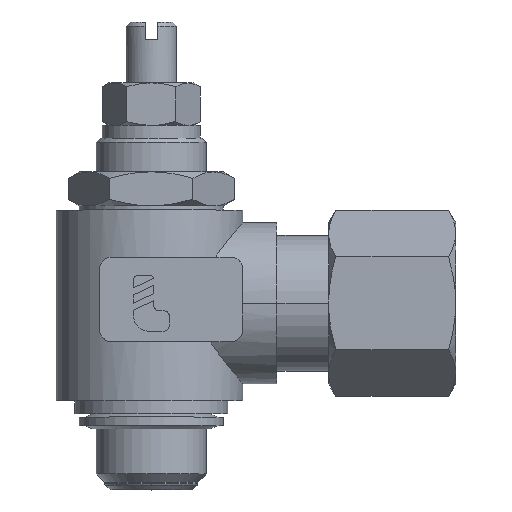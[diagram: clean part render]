
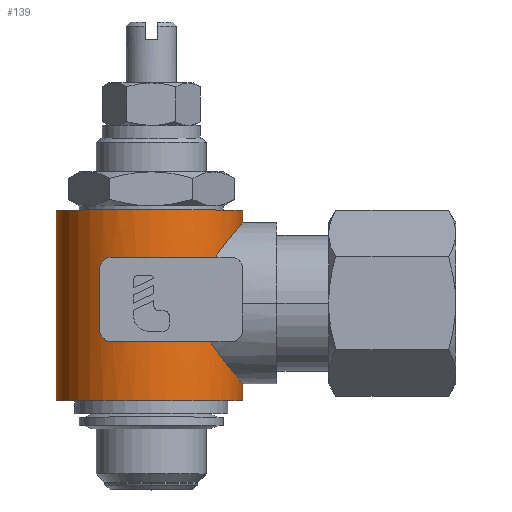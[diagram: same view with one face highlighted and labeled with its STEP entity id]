
A CAD part, top view. The second image highlights one B-rep face of the part: STEP entity #139.
In plain terms, the highlighted cylindrical face has radius 11 mm (diameter 22 mm), a partial arc.
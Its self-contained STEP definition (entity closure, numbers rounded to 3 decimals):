
#139=ADVANCED_FACE('',(#417),#418,.T.);
#417=FACE_OUTER_BOUND('',#795,.T.);
#418=CYLINDRICAL_SURFACE('',#796,11.0);
#795=EDGE_LOOP('',(#1690,#1691,#1692,#1693,#1694,#1695,#1696,#1697,#1698,#1699,#1700,#1701,#1702,#1703));
#796=AXIS2_PLACEMENT_3D('',#1704,#1705,#1706);
#1690=ORIENTED_EDGE('',*,*,#2477,.T.);
#1691=ORIENTED_EDGE('',*,*,#2641,.T.);
#1692=ORIENTED_EDGE('',*,*,#2615,.T.);
#1693=ORIENTED_EDGE('',*,*,#2613,.T.);
#1694=ORIENTED_EDGE('',*,*,#2602,.T.);
#1695=ORIENTED_EDGE('',*,*,#2592,.T.);
#1696=ORIENTED_EDGE('',*,*,#2596,.T.);
#1697=ORIENTED_EDGE('',*,*,#2610,.T.);
#1698=ORIENTED_EDGE('',*,*,#2607,.T.);
#1699=ORIENTED_EDGE('',*,*,#2431,.T.);
#1700=ORIENTED_EDGE('',*,*,#2481,.T.);
#1701=ORIENTED_EDGE('',*,*,#2642,.F.);
#1702=ORIENTED_EDGE('',*,*,#2479,.T.);
#1703=ORIENTED_EDGE('',*,*,#2643,.F.);
#1704=CARTESIAN_POINT('',(-0.209,21.755,0.0));
#1705=DIRECTION('',(-0.0,1.0,0.0));
#1706=DIRECTION('',(1.0,0.0,0.0));
#2431=EDGE_CURVE('',#2910,#2908,#2911,.T.);
#2477=EDGE_CURVE('',#3001,#3002,#3003,.T.);
#2479=EDGE_CURVE('',#3006,#3004,#3007,.T.);
#2481=EDGE_CURVE('',#2908,#3008,#3010,.T.);
#2592=EDGE_CURVE('',#3193,#3194,#3195,.T.);
#2596=EDGE_CURVE('',#3194,#3201,#3202,.T.);
#2602=EDGE_CURVE('',#3211,#3193,#3212,.T.);
#2607=EDGE_CURVE('',#3219,#2910,#3220,.T.);
#2610=EDGE_CURVE('',#3201,#3219,#3224,.T.);
#2613=EDGE_CURVE('',#3227,#3211,#3228,.T.);
#2615=EDGE_CURVE('',#3230,#3227,#3231,.T.);
#2641=EDGE_CURVE('',#3002,#3230,#3269,.T.);
#2642=EDGE_CURVE('',#3006,#3008,#3270,.T.);
#2643=EDGE_CURVE('',#3001,#3004,#3271,.T.);
#2908=VERTEX_POINT('',#3653);
#2910=VERTEX_POINT('',#3666);
#2911=B_SPLINE_CURVE_WITH_KNOTS('',3,(#3667,#3668,#3669,#3670,#3671,#3672,#3673,#3674,#3675,#3676,#3677,#3678),.UNSPECIFIED.,.F.,.F.,(4,2,2,2,2,4),(37.559,39.428,41.336,43.244,45.153,47.061),.UNSPECIFIED.);
#3001=VERTEX_POINT('',#3931);
#3002=VERTEX_POINT('',#3932);
#3003=LINE('',#3933,#3934);
#3004=VERTEX_POINT('',#3935);
#3006=VERTEX_POINT('',#3937);
#3007=LINE('',#3938,#3939);
#3008=VERTEX_POINT('',#3940);
#3010=LINE('',#3942,#3943);
#3193=VERTEX_POINT('',#4355);
#3194=VERTEX_POINT('',#4356);
#3195=LINE('',#4357,#4358);
#3201=VERTEX_POINT('',#4367);
#3202=B_SPLINE_CURVE_WITH_KNOTS('',3,(#4368,#4369,#4370,#4371,#4372,#4373,#4374,#4375,#4376,#4377,#4378,#4379,#4380,#4381,#4382,#4383,#4384),.UNSPECIFIED.,.F.,.F.,(4,3,2,2,2,2,2,4),(-0.283,0.0,0.283,0.566,1.132,1.77,2.407,2.71),.UNSPECIFIED.);
#3211=VERTEX_POINT('',#4396);
#3212=B_SPLINE_CURVE_WITH_KNOTS('',3,(#4397,#4398,#4399,#4400,#4401,#4402,#4403,#4404,#4405,#4406,#4407,#4408,#4409,#4410,#4411,#4412),.UNSPECIFIED.,.F.,.F.,(4,2,2,2,2,2,2,4),(2.032,2.335,2.972,3.61,4.176,4.459,4.742,5.025),.UNSPECIFIED.);
#3219=VERTEX_POINT('',#4422);
#3220=CIRCLE('',#4423,11.0);
#3224=CIRCLE('',#4429,11.0);
#3227=VERTEX_POINT('',#4434);
#3228=CIRCLE('',#4435,11.0);
#3230=VERTEX_POINT('',#4438);
#3231=CIRCLE('',#4439,11.0);
#3269=B_SPLINE_CURVE_WITH_KNOTS('',3,(#4523,#4524,#4525,#4526,#4527,#4528,#4529,#4530,#4531,#4532,#4533,#4534,#4535,#4536),.UNSPECIFIED.,.F.,.F.,(4,2,2,2,2,2,4),(15.687,17.595,19.503,21.412,23.32,25.333,26.334),.UNSPECIFIED.);
#3270=CIRCLE('',#4537,11.0);
#3271=CIRCLE('',#4538,11.0);
#3653=CARTESIAN_POINT('',(10.791,31.511,0.));
#3666=CARTESIAN_POINT('',(7.56,27.453,7.787));
#3667=CARTESIAN_POINT('',(7.56,27.453,7.787));
#3668=CARTESIAN_POINT('',(7.883,27.914,7.465));
#3669=CARTESIAN_POINT('',(8.204,28.342,7.104));
#3670=CARTESIAN_POINT('',(8.806,29.124,6.323));
#3671=CARTESIAN_POINT('',(9.11,29.504,5.872));
#3672=CARTESIAN_POINT('',(9.669,30.188,4.874));
#3673=CARTESIAN_POINT('',(9.924,30.493,4.326));
#3674=CARTESIAN_POINT('',(10.345,30.992,3.163));
#3675=CARTESIAN_POINT('',(10.512,31.187,2.546));
#3676=CARTESIAN_POINT('',(10.735,31.446,1.282));
#3677=CARTESIAN_POINT('',(10.791,31.511,0.636));
#3678=CARTESIAN_POINT('',(10.791,31.511,0.));
#3931=CARTESIAN_POINT('',(10.791,10.505,0.0));
#3932=CARTESIAN_POINT('',(10.791,12.511,0.));
#3933=CARTESIAN_POINT('',(10.791,21.755,0.));
#3934=VECTOR('',#5606,1.0);
#3935=CARTESIAN_POINT('',(-11.209,10.505,0.));
#3937=CARTESIAN_POINT('',(-11.209,33.005,0.));
#3938=CARTESIAN_POINT('',(-11.209,21.755,0.));
#3939=VECTOR('',#5610,1.0);
#3940=CARTESIAN_POINT('',(10.791,33.005,0.0));
#3942=CARTESIAN_POINT('',(10.791,21.755,0.));
#3943=VECTOR('',#5614,1.0);
#4355=CARTESIAN_POINT('',(-6.109,18.953,9.284));
#4356=CARTESIAN_POINT('',(-6.109,25.953,9.284));
#4357=CARTESIAN_POINT('',(-6.109,22.453,9.284));
#4358=VECTOR('',#5784,1.0);
#4367=CARTESIAN_POINT('',(-4.609,27.453,10.082));
#4368=CARTESIAN_POINT('',(-6.081,25.666,9.301));
#4369=CARTESIAN_POINT('',(-6.1,25.762,9.29));
#4370=CARTESIAN_POINT('',(-6.109,25.858,9.284));
#4371=CARTESIAN_POINT('',(-6.109,25.953,9.284));
#4372=CARTESIAN_POINT('',(-6.109,26.047,9.284));
#4373=CARTESIAN_POINT('',(-6.1,26.144,9.29));
#4374=CARTESIAN_POINT('',(-6.063,26.335,9.313));
#4375=CARTESIAN_POINT('',(-6.034,26.43,9.331));
#4376=CARTESIAN_POINT('',(-5.924,26.699,9.399));
#4377=CARTESIAN_POINT('',(-5.816,26.861,9.465));
#4378=CARTESIAN_POINT('',(-5.558,27.131,9.613));
#4379=CARTESIAN_POINT('',(-5.386,27.252,9.708));
#4380=CARTESIAN_POINT('',(-5.009,27.413,9.9));
#4381=CARTESIAN_POINT('',(-4.804,27.453,9.997));
#4382=CARTESIAN_POINT('',(-4.516,27.453,10.122));
#4383=CARTESIAN_POINT('',(-4.42,27.444,10.163));
#4384=CARTESIAN_POINT('',(-4.323,27.425,10.202));
#4396=CARTESIAN_POINT('',(-4.609,17.453,10.082));
#4397=CARTESIAN_POINT('',(-4.323,17.48,10.202));
#4398=CARTESIAN_POINT('',(-4.42,17.461,10.163));
#4399=CARTESIAN_POINT('',(-4.516,17.453,10.122));
#4400=CARTESIAN_POINT('',(-4.804,17.453,9.997));
#4401=CARTESIAN_POINT('',(-5.009,17.493,9.9));
#4402=CARTESIAN_POINT('',(-5.386,17.654,9.708));
#4403=CARTESIAN_POINT('',(-5.558,17.775,9.613));
#4404=CARTESIAN_POINT('',(-5.816,18.045,9.465));
#4405=CARTESIAN_POINT('',(-5.924,18.206,9.399));
#4406=CARTESIAN_POINT('',(-6.034,18.476,9.331));
#4407=CARTESIAN_POINT('',(-6.063,18.57,9.313));
#4408=CARTESIAN_POINT('',(-6.1,18.762,9.29));
#4409=CARTESIAN_POINT('',(-6.109,18.858,9.284));
#4410=CARTESIAN_POINT('',(-6.109,19.047,9.284));
#4411=CARTESIAN_POINT('',(-6.1,19.144,9.29));
#4412=CARTESIAN_POINT('',(-6.081,19.24,9.301));
#4422=CARTESIAN_POINT('',(-0.209,27.453,11.0));
#4423=AXIS2_PLACEMENT_3D('',#5803,#5804,#5805);
#4429=AXIS2_PLACEMENT_3D('',#5808,#5809,#5810);
#4434=CARTESIAN_POINT('',(-0.209,17.453,11.0));
#4435=AXIS2_PLACEMENT_3D('',#5813,#5814,#5815);
#4438=CARTESIAN_POINT('',(6.97,17.453,8.335));
#4439=AXIS2_PLACEMENT_3D('',#5817,#5818,#5819);
#4523=CARTESIAN_POINT('',(10.791,12.511,0.));
#4524=CARTESIAN_POINT('',(10.791,12.511,0.636));
#4525=CARTESIAN_POINT('',(10.735,12.576,1.282));
#4526=CARTESIAN_POINT('',(10.512,12.836,2.546));
#4527=CARTESIAN_POINT('',(10.345,13.031,3.163));
#4528=CARTESIAN_POINT('',(9.924,13.53,4.326));
#4529=CARTESIAN_POINT('',(9.669,13.834,4.874));
#4530=CARTESIAN_POINT('',(9.11,14.519,5.872));
#4531=CARTESIAN_POINT('',(8.806,14.899,6.323));
#4532=CARTESIAN_POINT('',(8.18,15.71,7.134));
#4533=CARTESIAN_POINT('',(7.833,16.175,7.521));
#4534=CARTESIAN_POINT('',(7.312,16.927,8.031));
#4535=CARTESIAN_POINT('',(7.139,17.186,8.189));
#4536=CARTESIAN_POINT('',(6.97,17.453,8.335));
#4537=AXIS2_PLACEMENT_3D('',#5857,#5858,#5859);
#4538=AXIS2_PLACEMENT_3D('',#5860,#5861,#5862);
#5606=DIRECTION('',(0.0,1.0,0.0));
#5610=DIRECTION('',(-0.0,-1.0,-0.0));
#5614=DIRECTION('',(0.0,1.0,0.0));
#5784=DIRECTION('',(0.0,1.0,0.0));
#5803=CARTESIAN_POINT('',(-0.209,27.453,0.0));
#5804=DIRECTION('',(-0.0,1.0,0.0));
#5805=DIRECTION('',(1.0,0.0,0.0));
#5808=CARTESIAN_POINT('',(-0.209,27.453,0.0));
#5809=DIRECTION('',(-0.0,1.0,0.0));
#5810=DIRECTION('',(1.0,0.0,0.0));
#5813=CARTESIAN_POINT('',(-0.209,17.453,0.0));
#5814=DIRECTION('',(0.0,-1.0,0.0));
#5815=DIRECTION('',(1.0,0.0,0.0));
#5817=CARTESIAN_POINT('',(-0.209,17.453,0.0));
#5818=DIRECTION('',(0.0,-1.0,0.0));
#5819=DIRECTION('',(1.0,0.0,0.0));
#5857=CARTESIAN_POINT('',(-0.209,33.005,0.0));
#5858=DIRECTION('',(-0.0,1.0,0.0));
#5859=DIRECTION('',(1.0,0.0,0.0));
#5860=CARTESIAN_POINT('',(-0.209,10.505,0.0));
#5861=DIRECTION('',(0.0,-1.0,0.0));
#5862=DIRECTION('',(1.0,0.0,0.0));
